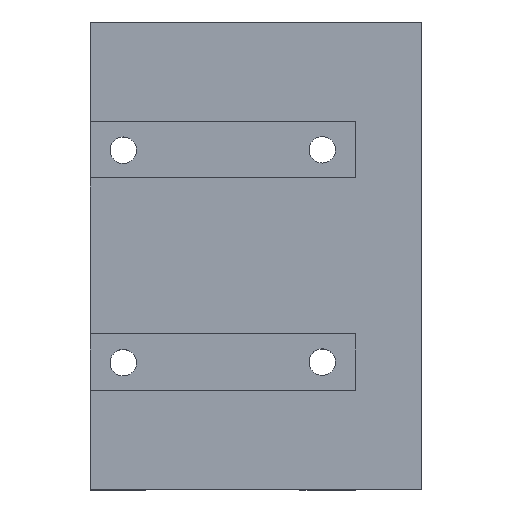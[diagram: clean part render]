
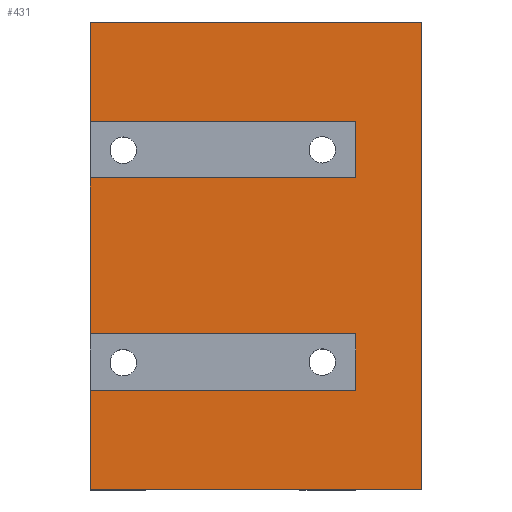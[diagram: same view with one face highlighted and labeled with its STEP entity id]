
A CAD part, top view. The second image highlights one B-rep face of the part: STEP entity #431.
In plain terms, the highlighted planar face has unit normal (0, 0, 1).
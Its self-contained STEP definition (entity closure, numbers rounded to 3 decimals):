
#42=PLANE('',#477);
#63=FACE_OUTER_BOUND('',#92,.T.);
#92=EDGE_LOOP('',(#394,#395,#396,#397,#398,#399,#400,#401,#402,#403,#404,
#405));
#108=LINE('',#650,#155);
#112=LINE('',#658,#159);
#115=LINE('',#664,#162);
#119=LINE('',#673,#166);
#123=LINE('',#681,#170);
#126=LINE('',#687,#173);
#131=LINE('',#697,#178);
#133=LINE('',#701,#180);
#135=LINE('',#705,#182);
#137=LINE('',#708,#184);
#138=LINE('',#709,#185);
#139=LINE('',#710,#186);
#155=VECTOR('',#536,10.);
#159=VECTOR('',#542,10.);
#162=VECTOR('',#547,10.);
#166=VECTOR('',#555,10.);
#170=VECTOR('',#561,10.);
#173=VECTOR('',#566,10.);
#178=VECTOR('',#575,10.);
#180=VECTOR('',#579,10.);
#182=VECTOR('',#583,10.);
#184=VECTOR('',#587,10.);
#185=VECTOR('',#588,10.);
#186=VECTOR('',#589,10.);
#215=VERTEX_POINT('',#648);
#216=VERTEX_POINT('',#649);
#219=VERTEX_POINT('',#657);
#221=VERTEX_POINT('',#663);
#223=VERTEX_POINT('',#671);
#224=VERTEX_POINT('',#672);
#227=VERTEX_POINT('',#680);
#229=VERTEX_POINT('',#686);
#231=VERTEX_POINT('',#694);
#232=VERTEX_POINT('',#696);
#233=VERTEX_POINT('',#700);
#234=VERTEX_POINT('',#704);
#260=EDGE_CURVE('',#215,#216,#108,.T.);
#264=EDGE_CURVE('',#219,#215,#112,.T.);
#267=EDGE_CURVE('',#221,#219,#115,.T.);
#271=EDGE_CURVE('',#223,#224,#119,.T.);
#275=EDGE_CURVE('',#227,#223,#123,.T.);
#278=EDGE_CURVE('',#229,#227,#126,.T.);
#283=EDGE_CURVE('',#232,#231,#131,.T.);
#285=EDGE_CURVE('',#233,#232,#133,.T.);
#287=EDGE_CURVE('',#234,#233,#135,.T.);
#289=EDGE_CURVE('',#224,#234,#137,.T.);
#290=EDGE_CURVE('',#216,#229,#138,.T.);
#291=EDGE_CURVE('',#231,#221,#139,.T.);
#394=ORIENTED_EDGE('',*,*,#275,.T.);
#395=ORIENTED_EDGE('',*,*,#271,.T.);
#396=ORIENTED_EDGE('',*,*,#289,.T.);
#397=ORIENTED_EDGE('',*,*,#287,.T.);
#398=ORIENTED_EDGE('',*,*,#285,.T.);
#399=ORIENTED_EDGE('',*,*,#283,.T.);
#400=ORIENTED_EDGE('',*,*,#291,.T.);
#401=ORIENTED_EDGE('',*,*,#267,.T.);
#402=ORIENTED_EDGE('',*,*,#264,.T.);
#403=ORIENTED_EDGE('',*,*,#260,.T.);
#404=ORIENTED_EDGE('',*,*,#290,.T.);
#405=ORIENTED_EDGE('',*,*,#278,.T.);
#431=ADVANCED_FACE('',(#63),#42,.T.);
#477=AXIS2_PLACEMENT_3D('',#711,#590,#591);
#536=DIRECTION('',(-1.,0.,0.));
#542=DIRECTION('',(0.,-1.,0.));
#547=DIRECTION('',(1.,0.,0.));
#555=DIRECTION('',(-1.,0.,0.));
#561=DIRECTION('',(0.,-1.,0.));
#566=DIRECTION('',(1.,0.,0.));
#575=DIRECTION('',(-1.,0.,0.));
#579=DIRECTION('',(0.,1.,0.));
#583=DIRECTION('',(1.,0.,0.));
#587=DIRECTION('',(0.,-1.,0.));
#588=DIRECTION('',(0.,-1.,0.));
#589=DIRECTION('',(0.,-1.,0.));
#590=DIRECTION('center_axis',(0.,0.,1.));
#591=DIRECTION('ref_axis',(1.,0.,0.));
#648=CARTESIAN_POINT('',(97.5,23.5,8.));
#649=CARTESIAN_POINT('',(17.5,23.5,8.));
#650=CARTESIAN_POINT('',(17.5,23.5,8.));
#657=CARTESIAN_POINT('',(97.5,40.5,8.));
#658=CARTESIAN_POINT('',(97.5,40.5,8.));
#663=CARTESIAN_POINT('',(17.5,40.5,8.));
#664=CARTESIAN_POINT('',(97.5,40.5,8.));
#671=CARTESIAN_POINT('',(97.5,-40.5,8.));
#672=CARTESIAN_POINT('',(17.5,-40.5,8.));
#673=CARTESIAN_POINT('',(97.5,-40.5,8.));
#680=CARTESIAN_POINT('',(97.5,-23.5,8.));
#681=CARTESIAN_POINT('',(97.5,-23.5,8.));
#686=CARTESIAN_POINT('',(17.5,-23.5,8.));
#687=CARTESIAN_POINT('',(97.5,-23.5,8.));
#694=CARTESIAN_POINT('',(17.5,70.5,8.));
#696=CARTESIAN_POINT('',(117.5,70.5,8.));
#697=CARTESIAN_POINT('',(17.5,70.5,8.));
#700=CARTESIAN_POINT('',(117.5,-70.5,8.));
#701=CARTESIAN_POINT('',(117.5,-70.5,8.));
#704=CARTESIAN_POINT('',(17.5,-70.5,8.));
#705=CARTESIAN_POINT('',(17.5,-70.5,8.));
#708=CARTESIAN_POINT('',(17.5,-70.5,8.));
#709=CARTESIAN_POINT('',(17.5,-70.5,8.));
#710=CARTESIAN_POINT('',(17.5,-70.5,8.));
#711=CARTESIAN_POINT('Origin',(67.5,0.,8.));
